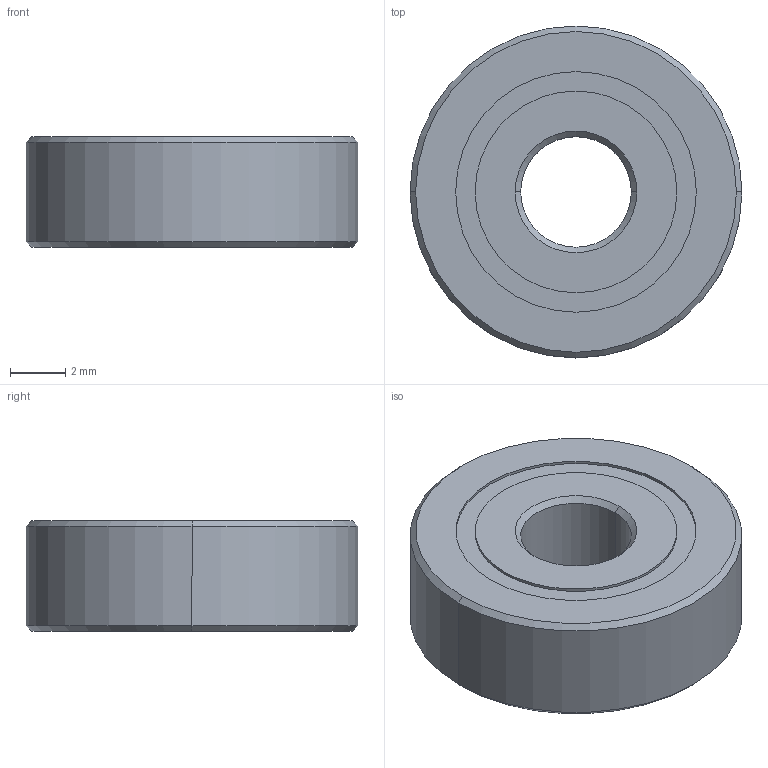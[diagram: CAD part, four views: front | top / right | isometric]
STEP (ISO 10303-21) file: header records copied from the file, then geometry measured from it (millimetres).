
FILE_DESCRIPTION (( 'STEP AP203' ), '1' );
FILE_NAME ('604-2Z Ball Bearing.step_Default_sldprt.STEP', '2022-11-09T04:41:12', ( '' ), ( '' ), 'SwSTEP 2.0', 'SolidWorks 2022', '' );
FILE_SCHEMA (( 'CONFIG_CONTROL_DESIGN' ));
Length unit declared in the file: millimetre
Products named in the file (1): 604-2Z Ball Bearing.step_Default_sldprt
Bounding box: 12 x 12 x 4 mm (x, y, z)
Volume: 367.6 mm3; surface area: 884.9 mm2
Topology: 16 solids, 16 shells, 66 faces, 168 edges, 110 vertices
Faces by surface type: sphere 24, cylinder 20, cone 8, plane 8, torus 6
Entity records: 1643 total; most frequent: DIRECTION 322, CARTESIAN_POINT 249, ORIENTED_EDGE 216, AXIS2_PLACEMENT_3D 147, EDGE_CURVE 108, CIRCLE 80, VERTEX_POINT 74, EDGE_LOOP 74
